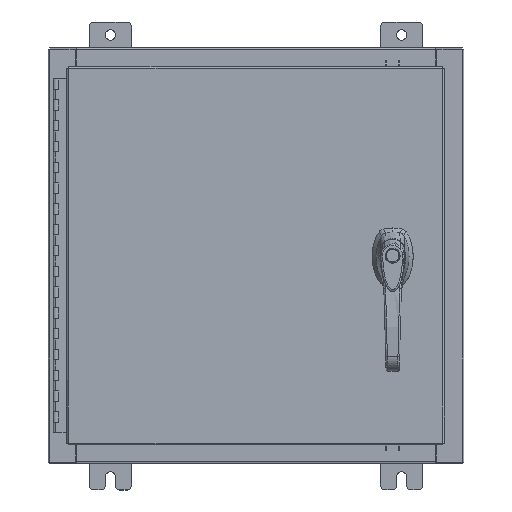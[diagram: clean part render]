
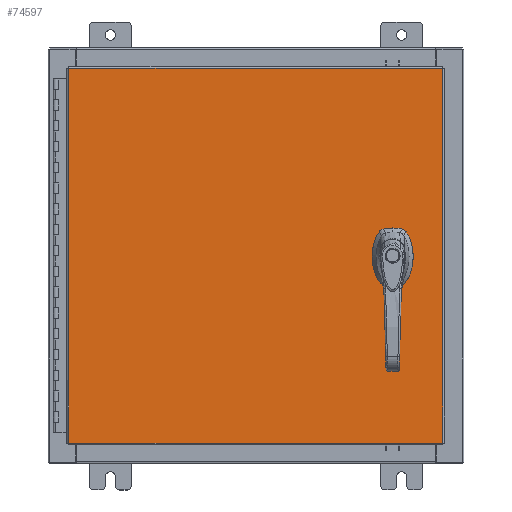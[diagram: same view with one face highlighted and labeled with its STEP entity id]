
A CAD part, top view. The second image highlights one B-rep face of the part: STEP entity #74597.
In plain terms, the highlighted planar face has unit normal (0, 0, 1).
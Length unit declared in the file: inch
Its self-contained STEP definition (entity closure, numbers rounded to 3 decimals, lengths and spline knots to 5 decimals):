
#316 = CARTESIAN_POINT ( 'NONE',  ( 8.9903, 9.0063, 0. ) ) ;
#2680 = DIRECTION ( 'NONE',  ( 0., 0., 1. ) ) ;
#4566 = CIRCLE ( 'NONE', #65380, 0.45 ) ;
#5083 = VERTEX_POINT ( 'NONE', #9332 ) ;
#5986 = DIRECTION ( 'NONE',  ( -1., 0., 0. ) ) ;
#6340 = EDGE_CURVE ( 'NONE', #22788, #26916, #59470, .T. ) ;
#6543 = CIRCLE ( 'NONE', #82032, 0.45 ) ;
#6753 = VECTOR ( 'NONE', #72059, 39.37008 ) ;
#7192 = LINE ( 'NONE', #89528, #32267 ) ;
#7480 = EDGE_CURVE ( 'NONE', #26916, #93489, #6543, .T. ) ;
#7741 = CARTESIAN_POINT ( 'NONE',  ( 6.578, 0., 0. ) ) ;
#9332 = CARTESIAN_POINT ( 'NONE',  ( 6.981, 0.20023, 0. ) ) ;
#9451 = VERTEX_POINT ( 'NONE', #42856 ) ;
#10409 = EDGE_CURVE ( 'NONE', #100855, #11882, #76203, .T. ) ;
#10738 = CARTESIAN_POINT ( 'NONE',  ( 6.77823, 0.403, 0. ) ) ;
#11450 = FACE_BOUND ( 'NONE', #90456, .T. ) ;
#11882 = VERTEX_POINT ( 'NONE', #33999 ) ;
#12046 = VECTOR ( 'NONE', #69014, 39.37008 ) ;
#12727 = CARTESIAN_POINT ( 'NONE',  ( -8.9903, 9.0063, 0. ) ) ;
#13619 = EDGE_CURVE ( 'NONE', #11882, #50546, #7192, .T. ) ;
#13652 = ORIENTED_EDGE ( 'NONE', *, *, #93319, .T. ) ;
#13683 = EDGE_CURVE ( 'NONE', #50546, #9451, #4566, .T. ) ;
#15960 = CARTESIAN_POINT ( 'NONE',  ( 6.7495, -1.338, 0. ) ) ;
#16116 = LINE ( 'NONE', #103578, #58344 ) ;
#16138 = CARTESIAN_POINT ( 'NONE',  ( 6.77823, -0.403, 0. ) ) ;
#16246 = DIRECTION ( 'NONE',  ( 1., 0., 0. ) ) ;
#16728 = VECTOR ( 'NONE', #89423, 39.37008 ) ;
#18849 = CARTESIAN_POINT ( 'NONE',  ( 8.9903, 9.0063, 0. ) ) ;
#19392 = LINE ( 'NONE', #47368, #16728 ) ;
#21316 = CIRCLE ( 'NONE', #29931, 0.45 ) ;
#22079 = AXIS2_PLACEMENT_3D ( 'NONE', #45207, #104199, #53672 ) ;
#22788 = VERTEX_POINT ( 'NONE', #10738 ) ;
#23785 = DIRECTION ( 'NONE',  ( 0., 0., -1. ) ) ;
#25073 = AXIS2_PLACEMENT_3D ( 'NONE', #43991, #102979, #52441 ) ;
#25768 = CARTESIAN_POINT ( 'NONE',  ( -8.9903, -9.0063, 0. ) ) ;
#26916 = VERTEX_POINT ( 'NONE', #109431 ) ;
#27119 = EDGE_LOOP ( 'NONE', ( #70158, #81866 ) ) ;
#27906 = EDGE_CURVE ( 'NONE', #91453, #79229, #79387, .T. ) ;
#29931 = AXIS2_PLACEMENT_3D ( 'NONE', #39488, #98501, #47965 ) ;
#31212 = FACE_OUTER_BOUND ( 'NONE', #91885, .T. ) ;
#32029 = CARTESIAN_POINT ( 'NONE',  ( 8.9903, -9.0063, 0. ) ) ;
#32267 = VECTOR ( 'NONE', #55941, 39.37008 ) ;
#32440 = EDGE_CURVE ( 'NONE', #79229, #78548, #106548, .T. ) ;
#32658 = AXIS2_PLACEMENT_3D ( 'NONE', #74267, #23785, #82770 ) ;
#33363 = EDGE_CURVE ( 'NONE', #93489, #100855, #19392, .T. ) ;
#33999 = CARTESIAN_POINT ( 'NONE',  ( 6.37777, -0.403, 0. ) ) ;
#36705 = ORIENTED_EDGE ( 'NONE', *, *, #13619, .F. ) ;
#36761 = ORIENTED_EDGE ( 'NONE', *, *, #32440, .T. ) ;
#37025 = VECTOR ( 'NONE', #5986, 39.37008 ) ;
#39488 = CARTESIAN_POINT ( 'NONE',  ( 6.578, 0., 0. ) ) ;
#40243 = VERTEX_POINT ( 'NONE', #18849 ) ;
#41945 = DIRECTION ( 'NONE',  ( 0., 0., 1. ) ) ;
#42856 = CARTESIAN_POINT ( 'NONE',  ( 6.981, -0.20023, 0. ) ) ;
#43991 = CARTESIAN_POINT ( 'NONE',  ( 6.578, -1.338, 0. ) ) ;
#45207 = CARTESIAN_POINT ( 'NONE',  ( 6.578, 0., 0. ) ) ;
#47368 = CARTESIAN_POINT ( 'NONE',  ( 6.175, 0., 0. ) ) ;
#47695 = ORIENTED_EDGE ( 'NONE', *, *, #92130, .F. ) ;
#47965 = DIRECTION ( 'NONE',  ( 1., 0., 0. ) ) ;
#50546 = VERTEX_POINT ( 'NONE', #16138 ) ;
#52441 = DIRECTION ( 'NONE',  ( 1., 0., 0. ) ) ;
#53056 = DIRECTION ( 'NONE',  ( 0., 1., 0. ) ) ;
#53213 = CARTESIAN_POINT ( 'NONE',  ( 6.578, 0., 0. ) ) ;
#53672 = DIRECTION ( 'NONE',  ( 1., 0., 0. ) ) ;
#53682 = FACE_BOUND ( 'NONE', #27119, .T. ) ;
#55941 = DIRECTION ( 'NONE',  ( 1., 0., 0. ) ) ;
#57289 = PLANE ( 'NONE',  #32658 ) ;
#58344 = VECTOR ( 'NONE', #53056, 39.37008 ) ;
#59470 = LINE ( 'NONE', #104643, #37025 ) ;
#59574 = EDGE_CURVE ( 'NONE', #78548, #40243, #16116, .T. ) ;
#59869 = ORIENTED_EDGE ( 'NONE', *, *, #67810, .T. ) ;
#60506 = CARTESIAN_POINT ( 'NONE',  ( -8.9903, 9.0063, 0. ) ) ;
#61673 = DIRECTION ( 'NONE',  ( 1., 0., 0. ) ) ;
#64324 = VECTOR ( 'NONE', #84775, 39.37008 ) ;
#65380 = AXIS2_PLACEMENT_3D ( 'NONE', #53213, #2680, #61673 ) ;
#65769 = CARTESIAN_POINT ( 'NONE',  ( 6.175, -0.20023, 0. ) ) ;
#66759 = DIRECTION ( 'NONE',  ( 0., 0., 1. ) ) ;
#66898 = ORIENTED_EDGE ( 'NONE', *, *, #6340, .F. ) ;
#67064 = ORIENTED_EDGE ( 'NONE', *, *, #10409, .F. ) ;
#67810 = EDGE_CURVE ( 'NONE', #5083, #9451, #93861, .T. ) ;
#68261 = EDGE_CURVE ( 'NONE', #81681, #72278, #101918, .T. ) ;
#69014 = DIRECTION ( 'NONE',  ( 0., -1., 0. ) ) ;
#69834 = ORIENTED_EDGE ( 'NONE', *, *, #13683, .F. ) ;
#70158 = ORIENTED_EDGE ( 'NONE', *, *, #102044, .F. ) ;
#70623 = AXIS2_PLACEMENT_3D ( 'NONE', #92461, #41945, #100926 ) ;
#70948 = LINE ( 'NONE', #316, #93382 ) ;
#72059 = DIRECTION ( 'NONE',  ( 0., -1., 0. ) ) ;
#72146 = CARTESIAN_POINT ( 'NONE',  ( 6.175, 0.20023, 0. ) ) ;
#72278 = VERTEX_POINT ( 'NONE', #15960 ) ;
#74267 = CARTESIAN_POINT ( 'NONE',  ( 0., 0., 0. ) ) ;
#74597 = ADVANCED_FACE ( 'NONE', ( #53682, #31212, #11450 ), #57289, .F. ) ;
#76203 = CIRCLE ( 'NONE', #22079, 0.45 ) ;
#78548 = VERTEX_POINT ( 'NONE', #32029 ) ;
#79229 = VERTEX_POINT ( 'NONE', #97955 ) ;
#79263 = CARTESIAN_POINT ( 'NONE',  ( 6.4065, -1.338, 0. ) ) ;
#79387 = LINE ( 'NONE', #60506, #12046 ) ;
#80045 = ORIENTED_EDGE ( 'NONE', *, *, #59574, .T. ) ;
#81681 = VERTEX_POINT ( 'NONE', #79263 ) ;
#81866 = ORIENTED_EDGE ( 'NONE', *, *, #68261, .F. ) ;
#82032 = AXIS2_PLACEMENT_3D ( 'NONE', #7741, #66759, #16246 ) ;
#82770 = DIRECTION ( 'NONE',  ( -1., 0., 0. ) ) ;
#84760 = DIRECTION ( 'NONE',  ( -1., 0., 0. ) ) ;
#84775 = DIRECTION ( 'NONE',  ( 1., 0., 0. ) ) ;
#89048 = CARTESIAN_POINT ( 'NONE',  ( 6.981, 0., 0. ) ) ;
#89423 = DIRECTION ( 'NONE',  ( 0., -1., 0. ) ) ;
#89528 = CARTESIAN_POINT ( 'NONE',  ( 0., -0.403, 0. ) ) ;
#90456 = EDGE_LOOP ( 'NONE', ( #59869, #69834, #36705, #67064, #93671, #99488, #66898, #47695 ) ) ;
#91453 = VERTEX_POINT ( 'NONE', #12727 ) ;
#91885 = EDGE_LOOP ( 'NONE', ( #36761, #80045, #13652, #92832 ) ) ;
#92130 = EDGE_CURVE ( 'NONE', #5083, #22788, #21316, .T. ) ;
#92461 = CARTESIAN_POINT ( 'NONE',  ( 6.578, -1.338, 0. ) ) ;
#92577 = CIRCLE ( 'NONE', #70623, 0.1715 ) ;
#92832 = ORIENTED_EDGE ( 'NONE', *, *, #27906, .T. ) ;
#93319 = EDGE_CURVE ( 'NONE', #40243, #91453, #70948, .T. ) ;
#93382 = VECTOR ( 'NONE', #84760, 39.37008 ) ;
#93489 = VERTEX_POINT ( 'NONE', #72146 ) ;
#93671 = ORIENTED_EDGE ( 'NONE', *, *, #33363, .F. ) ;
#93861 = LINE ( 'NONE', #89048, #6753 ) ;
#97955 = CARTESIAN_POINT ( 'NONE',  ( -8.9903, -9.0063, 0. ) ) ;
#98501 = DIRECTION ( 'NONE',  ( 0., 0., 1. ) ) ;
#99488 = ORIENTED_EDGE ( 'NONE', *, *, #7480, .F. ) ;
#100855 = VERTEX_POINT ( 'NONE', #65769 ) ;
#100926 = DIRECTION ( 'NONE',  ( 1., 0., 0. ) ) ;
#101918 = CIRCLE ( 'NONE', #25073, 0.1715 ) ;
#102044 = EDGE_CURVE ( 'NONE', #72278, #81681, #92577, .T. ) ;
#102979 = DIRECTION ( 'NONE',  ( 0., 0., 1. ) ) ;
#103578 = CARTESIAN_POINT ( 'NONE',  ( 8.9903, -9.0063, 0. ) ) ;
#104199 = DIRECTION ( 'NONE',  ( 0., 0., 1. ) ) ;
#104643 = CARTESIAN_POINT ( 'NONE',  ( 0., 0.403, 0. ) ) ;
#106548 = LINE ( 'NONE', #25768, #64324 ) ;
#109431 = CARTESIAN_POINT ( 'NONE',  ( 6.37777, 0.403, 0. ) ) ;
